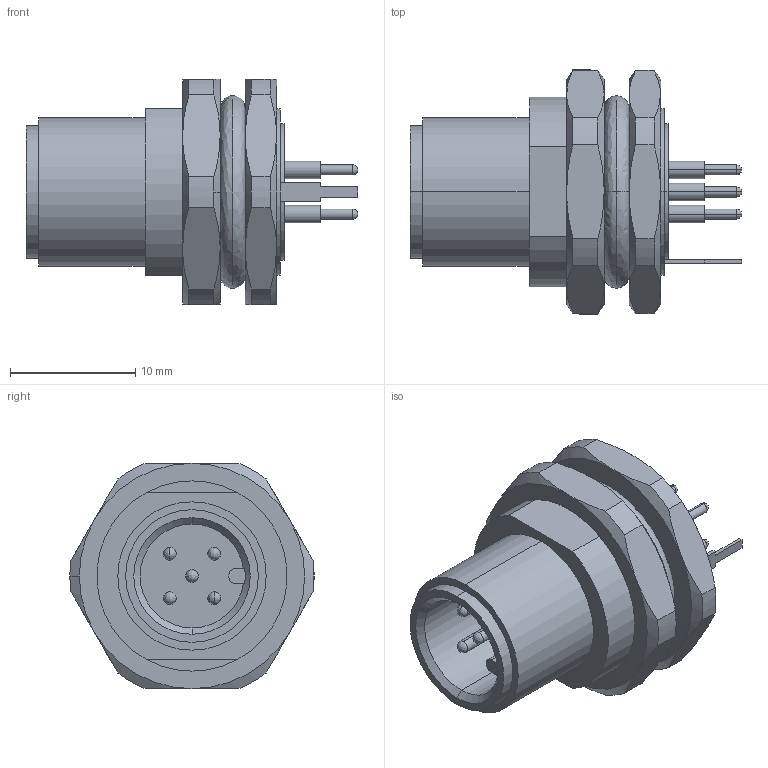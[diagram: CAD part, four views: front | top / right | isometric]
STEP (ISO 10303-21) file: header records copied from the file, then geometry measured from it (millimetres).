
FILE_DESCRIPTION (( 'STEP AP203' ), '1' );
FILE_NAME ('P212.STEP', '2020-03-31T06:17:17', ( 'edpusr' ), ( 'Microsoft' ), 'SwSTEP 2.0', 'SolidWorks 2015', '' );
FILE_SCHEMA (( 'CONFIG_CONTROL_DESIGN' ));
Length unit declared in the file: millimetre
Products named in the file (1): P212
Bounding box: 26.5 x 19.5 x 18 mm (x, y, z)
Volume: 2975.3 mm3; surface area: 2334.8 mm2
Topology: 1 solids, 1 shells, 157 faces, 376 edges, 221 vertices
Faces by surface type: cylinder 63, plane 45, cone 28, bspline 21
Entity records: 4751 total; most frequent: CARTESIAN_POINT 1208, DIRECTION 747, ORIENTED_EDGE 704, EDGE_CURVE 352, AXIS2_PLACEMENT_3D 312, VERTEX_POINT 221, EDGE_LOOP 181, CIRCLE 175
